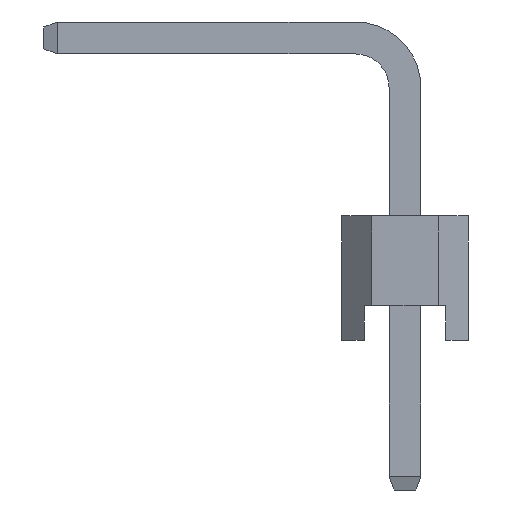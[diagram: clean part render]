
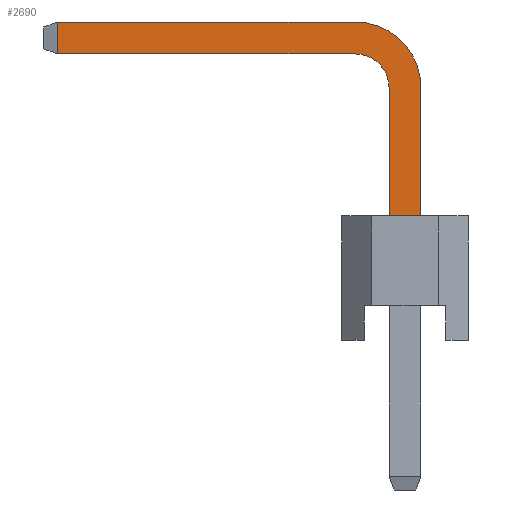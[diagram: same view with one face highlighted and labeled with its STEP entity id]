
A CAD part, left-side view. The second image highlights one B-rep face of the part: STEP entity #2690.
In plain terms, the highlighted planar face has unit normal (-1, 0, 0).
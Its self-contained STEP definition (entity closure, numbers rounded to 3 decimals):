
#2690=ADVANCED_FACE('',(#8272),#8274,.T.);
#8272=FACE_BOUND('',#8273,.T.);
#8273=EDGE_LOOP('',(#12873,#12874,#12875,#12876,#12877,#12878,#12879,#12880));
#8274=PLANE('',#8275);
#8275=AXIS2_PLACEMENT_3D('',#8276,#8277,#8278);
#8276=CARTESIAN_POINT('',(-0.32,0.32,-3.));
#8277=DIRECTION('',(-1.,0.,0.));
#8278=DIRECTION('',(0.,-1.,0.));
#12873=ORIENTED_EDGE('',*,*,#15662,.F.);
#12874=ORIENTED_EDGE('',*,*,#15663,.F.);
#12875=ORIENTED_EDGE('',*,*,#15664,.F.);
#12876=ORIENTED_EDGE('',*,*,#15651,.F.);
#12877=ORIENTED_EDGE('',*,*,#14620,.T.);
#12878=ORIENTED_EDGE('',*,*,#15661,.T.);
#12879=ORIENTED_EDGE('',*,*,#15665,.T.);
#12880=ORIENTED_EDGE('',*,*,#15666,.T.);
#14620=EDGE_CURVE('',#16554,#16558,#16560,.T.);
#15651=EDGE_CURVE('',#16554,#18291,#18292,.T.);
#15661=EDGE_CURVE('',#16558,#18307,#18309,.T.);
#15662=EDGE_CURVE('',#18310,#18311,#18312,.T.);
#15663=EDGE_CURVE('',#18313,#18310,#18314,.T.);
#15664=EDGE_CURVE('',#18291,#18313,#18315,.T.);
#15665=EDGE_CURVE('',#18307,#18316,#18317,.T.);
#15666=EDGE_CURVE('',#18316,#18311,#18318,.T.);
#16554=VERTEX_POINT('',#19794);
#16558=VERTEX_POINT('',#19802);
#16560=LINE('',#19806,#19807);
#18291=VERTEX_POINT('',#23679);
#18292=LINE('',#23680,#23681);
#18307=VERTEX_POINT('',#23715);
#18309=LINE('',#23719,#23720);
#18310=VERTEX_POINT('',#23722);
#18311=VERTEX_POINT('',#23723);
#18312=LINE('',#23724,#23725);
#18313=VERTEX_POINT('',#23727);
#18314=LINE('',#23728,#23729);
#18315=CIRCLE('',#23731,0.68);
#18316=VERTEX_POINT('',#23735);
#18317=CIRCLE('',#23736,1.32);
#18318=LINE('',#23740,#23741);
#19794=CARTESIAN_POINT('',(-0.32,0.32,2.5));
#19802=CARTESIAN_POINT('',(-0.32,-0.32,2.5));
#19806=CARTESIAN_POINT('',(-0.32,0.32,2.5));
#19807=VECTOR('',#19808,1.);
#19808=DIRECTION('',(0.,-1.,0.));
#23679=CARTESIAN_POINT('',(-0.32,0.32,5.07));
#23680=CARTESIAN_POINT('',(-0.32,0.32,2.5));
#23681=VECTOR('',#23682,1.);
#23682=DIRECTION('',(0.,0.,1.));
#23715=CARTESIAN_POINT('',(-0.32,-0.32,5.07));
#23719=CARTESIAN_POINT('',(-0.32,-0.32,2.5));
#23720=VECTOR('',#23721,1.);
#23721=DIRECTION('',(0.,0.,1.));
#23722=CARTESIAN_POINT('',(-0.32,6.975,5.75));
#23723=CARTESIAN_POINT('',(-0.32,6.975,6.39));
#23724=CARTESIAN_POINT('',(-0.32,6.975,5.75));
#23725=VECTOR('',#23726,1.);
#23726=DIRECTION('',(0.,0.,1.));
#23727=CARTESIAN_POINT('',(-0.32,1.,5.75));
#23728=CARTESIAN_POINT('',(-0.32,1.,5.75));
#23729=VECTOR('',#23730,1.);
#23730=DIRECTION('',(0.,1.,0.));
#23731=AXIS2_PLACEMENT_3D('',#23732,#23733,#23734);
#23732=CARTESIAN_POINT('',(-0.32,1.,5.07));
#23733=DIRECTION('',(-1.,-0.,0.));
#23734=DIRECTION('',(0.,-1.,0.));
#23735=CARTESIAN_POINT('',(-0.32,1.,6.39));
#23736=AXIS2_PLACEMENT_3D('',#23737,#23738,#23739);
#23737=CARTESIAN_POINT('',(-0.32,1.,5.07));
#23738=DIRECTION('',(-1.,-0.,0.));
#23739=DIRECTION('',(0.,-1.,0.));
#23740=CARTESIAN_POINT('',(-0.32,1.,6.39));
#23741=VECTOR('',#23742,1.);
#23742=DIRECTION('',(0.,1.,0.));
